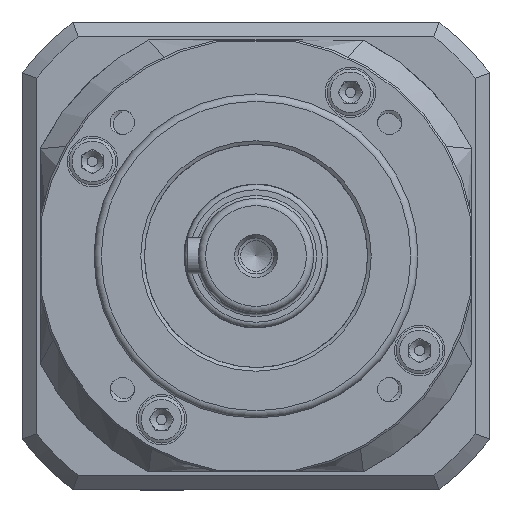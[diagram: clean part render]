
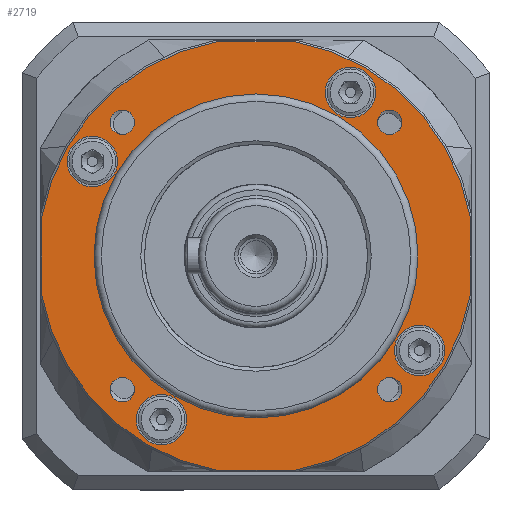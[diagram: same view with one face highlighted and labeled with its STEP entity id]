
A CAD part, left-side view. The second image highlights one B-rep face of the part: STEP entity #2719.
In plain terms, the highlighted planar face has unit normal (-1, 0, 0).
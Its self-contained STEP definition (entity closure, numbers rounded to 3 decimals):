
#429=CARTESIAN_POINT('',(-77.223,37.123,40.523));
#430=VERTEX_POINT('',#429);
#431=CARTESIAN_POINT('',(-77.223,37.123,37.123));
#432=DIRECTION('',(-1.0,0.0,0.0));
#433=DIRECTION('',(0.0,0.0,1.0));
#434=AXIS2_PLACEMENT_3D('',#431,#432,#433);
#435=CIRCLE('',#434,3.4);
#436=EDGE_CURVE('',#430,#430,#435,.T.);
#561=CARTESIAN_POINT('',(-77.223,37.123,-33.723));
#562=VERTEX_POINT('',#561);
#563=CARTESIAN_POINT('',(-77.223,37.123,-37.123));
#564=DIRECTION('',(-1.0,0.0,0.0));
#565=DIRECTION('',(0.0,0.0,1.0));
#566=AXIS2_PLACEMENT_3D('',#563,#564,#565);
#567=CIRCLE('',#566,3.4);
#568=EDGE_CURVE('',#562,#562,#567,.T.);
#656=CARTESIAN_POINT('',(-77.223,-37.123,-33.723));
#657=VERTEX_POINT('',#656);
#658=CARTESIAN_POINT('',(-77.223,-37.123,-37.123));
#659=DIRECTION('',(-1.0,0.0,0.0));
#660=DIRECTION('',(0.0,0.0,1.0));
#661=AXIS2_PLACEMENT_3D('',#658,#659,#660);
#662=CIRCLE('',#661,3.4);
#663=EDGE_CURVE('',#657,#657,#662,.T.);
#742=CARTESIAN_POINT('',(-77.223,-37.123,40.523));
#743=VERTEX_POINT('',#742);
#744=CARTESIAN_POINT('',(-77.223,-37.123,37.123));
#745=DIRECTION('',(-1.0,0.0,0.0));
#746=DIRECTION('',(0.0,0.0,1.0));
#747=AXIS2_PLACEMENT_3D('',#744,#745,#746);
#748=CIRCLE('',#747,3.4);
#749=EDGE_CURVE('',#743,#743,#748,.T.);
#954=CARTESIAN_POINT('',(-77.223,45.466,33.25));
#955=VERTEX_POINT('',#954);
#956=CARTESIAN_POINT('',(-77.223,45.466,26.25));
#957=DIRECTION('',(1.0,0.0,0.0));
#958=DIRECTION('',(0.0,0.0,-1.0));
#959=AXIS2_PLACEMENT_3D('',#956,#957,#958);
#960=CIRCLE('',#959,7.);
#961=EDGE_CURVE('',#955,#955,#960,.T.);
#1010=CARTESIAN_POINT('',(-77.223,26.25,-38.466));
#1011=VERTEX_POINT('',#1010);
#1012=CARTESIAN_POINT('',(-77.223,26.25,-45.466));
#1013=DIRECTION('',(1.0,0.0,0.0));
#1014=DIRECTION('',(0.0,0.0,-1.0));
#1015=AXIS2_PLACEMENT_3D('',#1012,#1013,#1014);
#1016=CIRCLE('',#1015,7.);
#1017=EDGE_CURVE('',#1011,#1011,#1016,.T.);
#1066=CARTESIAN_POINT('',(-77.223,-45.466,-19.25));
#1067=VERTEX_POINT('',#1066);
#1068=CARTESIAN_POINT('',(-77.223,-45.466,-26.25));
#1069=DIRECTION('',(1.0,0.0,0.0));
#1070=DIRECTION('',(0.0,0.0,-1.0));
#1071=AXIS2_PLACEMENT_3D('',#1068,#1069,#1070);
#1072=CIRCLE('',#1071,7.);
#1073=EDGE_CURVE('',#1067,#1067,#1072,.T.);
#1122=CARTESIAN_POINT('',(-77.223,-26.25,52.466));
#1123=VERTEX_POINT('',#1122);
#1124=CARTESIAN_POINT('',(-77.223,-26.25,45.466));
#1125=DIRECTION('',(1.0,0.0,0.0));
#1126=DIRECTION('',(0.0,0.0,-1.0));
#1127=AXIS2_PLACEMENT_3D('',#1124,#1125,#1126);
#1128=CIRCLE('',#1127,7.);
#1129=EDGE_CURVE('',#1123,#1123,#1128,.T.);
#1230=CARTESIAN_POINT('',(-77.223,0.0,-45.));
#1231=VERTEX_POINT('',#1230);
#1232=CARTESIAN_POINT('',(-77.223,0.0,0.0));
#1233=DIRECTION('',(-1.0,0.0,0.0));
#1234=DIRECTION('',(0.0,0.0,-1.0));
#1235=AXIS2_PLACEMENT_3D('',#1232,#1233,#1234);
#1236=CIRCLE('',#1235,45.);
#1237=EDGE_CURVE('',#1231,#1231,#1236,.T.);
#2617=CARTESIAN_POINT('',(-77.223,-60.0,60.));
#2618=DIRECTION('',(1.0,0.0,0.0));
#2619=DIRECTION('',(0.0,0.0,-1.0));
#2620=AXIS2_PLACEMENT_3D('',#2617,#2618,#2619);
#2621=PLANE('',#2620);
#2622=CARTESIAN_POINT('',(-77.223,59.5,10.954));
#2623=VERTEX_POINT('',#2622);
#2624=CARTESIAN_POINT('',(-77.223,59.5,-10.954));
#2625=VERTEX_POINT('',#2624);
#2626=CARTESIAN_POINT('',(-77.223,59.5,10.954));
#2627=DIRECTION('',(0.0,0.0,-1.0));
#2628=VECTOR('',#2627,21.909);
#2629=LINE('',#2626,#2628);
#2630=EDGE_CURVE('',#2623,#2625,#2629,.T.);
#2631=ORIENTED_EDGE('',*,*,#2630,.T.);
#2632=CARTESIAN_POINT('',(-77.223,10.954,-59.5));
#2633=VERTEX_POINT('',#2632);
#2634=CARTESIAN_POINT('',(-77.223,0.0,0.0));
#2635=DIRECTION('',(-1.0,0.0,0.0));
#2636=DIRECTION('',(0.0,0.0,-1.0));
#2637=AXIS2_PLACEMENT_3D('',#2634,#2635,#2636);
#2638=CIRCLE('',#2637,60.5);
#2639=EDGE_CURVE('',#2625,#2633,#2638,.T.);
#2640=ORIENTED_EDGE('',*,*,#2639,.T.);
#2641=CARTESIAN_POINT('',(-77.223,-10.954,-59.5));
#2642=VERTEX_POINT('',#2641);
#2643=CARTESIAN_POINT('',(-77.223,10.954,-59.5));
#2644=DIRECTION('',(0.0,-1.0,0.0));
#2645=VECTOR('',#2644,21.909);
#2646=LINE('',#2643,#2645);
#2647=EDGE_CURVE('',#2633,#2642,#2646,.T.);
#2648=ORIENTED_EDGE('',*,*,#2647,.T.);
#2649=CARTESIAN_POINT('',(-77.223,-59.5,-10.954));
#2650=VERTEX_POINT('',#2649);
#2651=CARTESIAN_POINT('',(-77.223,0.0,0.0));
#2652=DIRECTION('',(-1.0,0.0,0.0));
#2653=DIRECTION('',(0.0,0.0,-1.0));
#2654=AXIS2_PLACEMENT_3D('',#2651,#2652,#2653);
#2655=CIRCLE('',#2654,60.5);
#2656=EDGE_CURVE('',#2642,#2650,#2655,.T.);
#2657=ORIENTED_EDGE('',*,*,#2656,.T.);
#2658=CARTESIAN_POINT('',(-77.223,-59.5,10.954));
#2659=VERTEX_POINT('',#2658);
#2660=CARTESIAN_POINT('',(-77.223,-59.5,-10.954));
#2661=DIRECTION('',(0.0,0.0,1.0));
#2662=VECTOR('',#2661,21.909);
#2663=LINE('',#2660,#2662);
#2664=EDGE_CURVE('',#2650,#2659,#2663,.T.);
#2665=ORIENTED_EDGE('',*,*,#2664,.T.);
#2666=CARTESIAN_POINT('',(-77.223,-10.954,59.5));
#2667=VERTEX_POINT('',#2666);
#2668=CARTESIAN_POINT('',(-77.223,0.0,0.0));
#2669=DIRECTION('',(-1.0,0.0,0.0));
#2670=DIRECTION('',(0.0,0.0,-1.0));
#2671=AXIS2_PLACEMENT_3D('',#2668,#2669,#2670);
#2672=CIRCLE('',#2671,60.5);
#2673=EDGE_CURVE('',#2659,#2667,#2672,.T.);
#2674=ORIENTED_EDGE('',*,*,#2673,.T.);
#2675=CARTESIAN_POINT('',(-77.223,10.954,59.5));
#2676=VERTEX_POINT('',#2675);
#2677=CARTESIAN_POINT('',(-77.223,-10.954,59.5));
#2678=DIRECTION('',(0.0,1.0,0.0));
#2679=VECTOR('',#2678,21.909);
#2680=LINE('',#2677,#2679);
#2681=EDGE_CURVE('',#2667,#2676,#2680,.T.);
#2682=ORIENTED_EDGE('',*,*,#2681,.T.);
#2683=CARTESIAN_POINT('',(-77.223,0.0,0.0));
#2684=DIRECTION('',(-1.0,0.0,0.0));
#2685=DIRECTION('',(0.0,0.0,-1.0));
#2686=AXIS2_PLACEMENT_3D('',#2683,#2684,#2685);
#2687=CIRCLE('',#2686,60.5);
#2688=EDGE_CURVE('',#2676,#2623,#2687,.T.);
#2689=ORIENTED_EDGE('',*,*,#2688,.T.);
#2690=EDGE_LOOP('',(#2631,#2640,#2648,#2657,#2665,#2674,#2682,#2689));
#2691=FACE_OUTER_BOUND('',#2690,.T.);
#2692=ORIENTED_EDGE('',*,*,#749,.F.);
#2693=EDGE_LOOP('',(#2692));
#2694=FACE_BOUND('',#2693,.T.);
#2695=ORIENTED_EDGE('',*,*,#568,.F.);
#2696=EDGE_LOOP('',(#2695));
#2697=FACE_BOUND('',#2696,.T.);
#2698=ORIENTED_EDGE('',*,*,#961,.T.);
#2699=EDGE_LOOP('',(#2698));
#2700=FACE_BOUND('',#2699,.T.);
#2701=ORIENTED_EDGE('',*,*,#1017,.T.);
#2702=EDGE_LOOP('',(#2701));
#2703=FACE_BOUND('',#2702,.T.);
#2704=ORIENTED_EDGE('',*,*,#1073,.T.);
#2705=EDGE_LOOP('',(#2704));
#2706=FACE_BOUND('',#2705,.T.);
#2707=ORIENTED_EDGE('',*,*,#1129,.T.);
#2708=EDGE_LOOP('',(#2707));
#2709=FACE_BOUND('',#2708,.T.);
#2710=ORIENTED_EDGE('',*,*,#1237,.F.);
#2711=EDGE_LOOP('',(#2710));
#2712=FACE_BOUND('',#2711,.T.);
#2713=ORIENTED_EDGE('',*,*,#663,.F.);
#2714=EDGE_LOOP('',(#2713));
#2715=FACE_BOUND('',#2714,.T.);
#2716=ORIENTED_EDGE('',*,*,#436,.F.);
#2717=EDGE_LOOP('',(#2716));
#2718=FACE_BOUND('',#2717,.T.);
#2719=ADVANCED_FACE('',(#2691,#2694,#2697,#2700,#2703,#2706,#2709,#2712,#2715,#2718),#2621,.F.);
